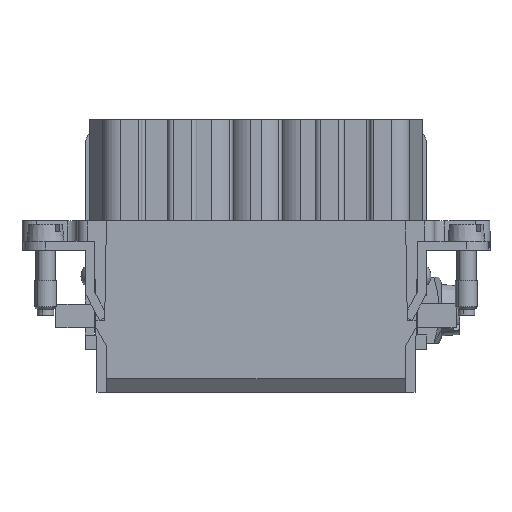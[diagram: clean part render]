
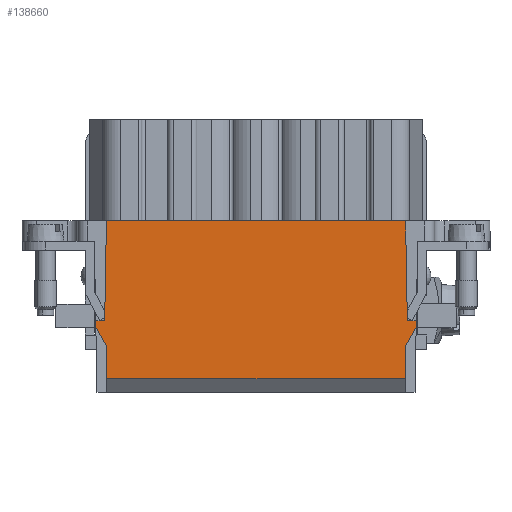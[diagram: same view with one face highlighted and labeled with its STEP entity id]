
A CAD part, left-side view. The second image highlights one B-rep face of the part: STEP entity #138660.
In plain terms, the highlighted face is planar.
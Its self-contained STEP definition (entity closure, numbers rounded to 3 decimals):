
#74770=CARTESIAN_POINT('',(-11.436,23.,
34.261));
#74780=VERTEX_POINT('',#74770);
#74810=CARTESIAN_POINT('',(-20.11,23.,
34.261));
#74820=DIRECTION('',(1.,0.,0.));
#74830=VECTOR('',#74820,1.);
#74840=LINE('',#74810,#74830);
#74850=CARTESIAN_POINT('',(-51.964,23.,
34.261));
#74860=VERTEX_POINT('',#74850);
#74870=EDGE_CURVE('',#74860,#74780,#74840,.T.);
#114170=CARTESIAN_POINT('',(-51.9,5.95,
34.261));
#114180=VERTEX_POINT('',#114170);
#114210=CARTESIAN_POINT('',(-51.9,22.7,
34.261));
#114220=DIRECTION('',(0.,-1.,0.));
#114230=VECTOR('',#114220,1.);
#114240=LINE('',#114210,#114230);
#114250=CARTESIAN_POINT('',(-51.9,1.62,
34.261));
#114260=VERTEX_POINT('',#114250);
#114270=EDGE_CURVE('',#114180,#114260,#114240,.T.);
#114570=CARTESIAN_POINT('',(-53.396,8.54,
34.261));
#114580=VERTEX_POINT('',#114570);
#114610=CARTESIAN_POINT('',(-61.571,22.7,
34.261));
#114620=DIRECTION('',(-0.5,0.866,
0.));
#114630=VECTOR('',#114620,1.);
#114640=LINE('',#114610,#114630);
#114650=EDGE_CURVE('',#114180,#114580,#114640,.T.);
#114940=CARTESIAN_POINT('',(-53.412,9.5,
34.261));
#114950=VERTEX_POINT('',#114940);
#114980=CARTESIAN_POINT('',(-53.643,22.7,
34.261));
#114990=DIRECTION('',(0.017,-1.,
0.));
#115000=VECTOR('',#114990,1.);
#115010=LINE('',#114980,#115000);
#115020=EDGE_CURVE('',#114950,#114580,#115010,.T.);
#115670=CARTESIAN_POINT('',(-52.2,9.5,
34.261));
#115680=VERTEX_POINT('',#115670);
#115710=CARTESIAN_POINT('',(-20.363,9.5,
34.261));
#115720=DIRECTION('',(-1.,0.,0.));
#115730=VECTOR('',#115720,1.);
#115740=LINE('',#115710,#115730);
#115750=EDGE_CURVE('',#115680,#114950,#115740,.T.);
#115930=CARTESIAN_POINT('',(-51.97,22.7,
34.261));
#115940=DIRECTION('',(-0.017,-1.,
0.));
#115950=VECTOR('',#115940,1.);
#115960=LINE('',#115930,#115950);
#115970=EDGE_CURVE('',#74860,#115680,#115960,.T.);
#137370=CARTESIAN_POINT('',(-11.2,9.5,
34.261));
#137380=VERTEX_POINT('',#137370);
#137410=CARTESIAN_POINT('',(-11.43,22.7,
34.261));
#137420=DIRECTION('',(-0.017,1.,
0.));
#137430=VECTOR('',#137420,1.);
#137440=LINE('',#137410,#137430);
#137450=EDGE_CURVE('',#137380,#74780,#137440,.T.);
#137880=CARTESIAN_POINT('',(-20.363,9.5,
34.261));
#137890=DIRECTION('',(1.,0.,0.));
#137900=VECTOR('',#137890,1.);
#137910=LINE('',#137880,#137900);
#137920=CARTESIAN_POINT('',(-9.988,9.5,
34.261));
#137930=VERTEX_POINT('',#137920);
#137940=EDGE_CURVE('',#137380,#137930,#137910,.T.);
#138210=CARTESIAN_POINT('',(-45.1,5.067,
34.261));
#138220=DIRECTION('',(0.,0.,1.));
#138230=DIRECTION('',(-1.,0.,0.));
#138240=AXIS2_PLACEMENT_3D('',#138210,#138220,#138230);
#138250=PLANE('',#138240);
#138260=ORIENTED_EDGE('',*,*,#114270,.T.);
#138270=ORIENTED_EDGE('',*,*,#114650,.F.);
#138280=ORIENTED_EDGE('',*,*,#115020,.T.);
#138290=ORIENTED_EDGE('',*,*,#115750,.T.);
#138300=ORIENTED_EDGE('',*,*,#115970,.T.);
#138310=ORIENTED_EDGE('',*,*,#74870,.F.);
#138320=ORIENTED_EDGE('',*,*,#137450,.T.);
#138330=ORIENTED_EDGE('',*,*,#137940,.F.);
#138340=CARTESIAN_POINT('',(-9.757,22.7,
34.261));
#138350=DIRECTION('',(-0.017,-1.,
0.));
#138360=VECTOR('',#138350,1.);
#138370=LINE('',#138340,#138360);
#138380=CARTESIAN_POINT('',(-10.004,8.54,
34.261));
#138390=VERTEX_POINT('',#138380);
#138400=EDGE_CURVE('',#137930,#138390,#138370,.T.);
#138410=ORIENTED_EDGE('',*,*,#138400,.F.);
#138420=CARTESIAN_POINT('',(-1.829,22.7,
34.261));
#138430=DIRECTION('',(-0.5,-0.866,
0.));
#138440=VECTOR('',#138430,1.);
#138450=LINE('',#138420,#138440);
#138460=CARTESIAN_POINT('',(-11.5,5.95,
34.261));
#138470=VERTEX_POINT('',#138460);
#138480=EDGE_CURVE('',#138390,#138470,#138450,.T.);
#138490=ORIENTED_EDGE('',*,*,#138480,.F.);
#138500=CARTESIAN_POINT('',(-11.5,22.7,
34.261));
#138510=DIRECTION('',(0.,-1.,0.));
#138520=VECTOR('',#138510,1.);
#138530=LINE('',#138500,#138520);
#138540=CARTESIAN_POINT('',(-11.5,1.62,
34.261));
#138550=VERTEX_POINT('',#138540);
#138560=EDGE_CURVE('',#138470,#138550,#138530,.T.);
#138570=ORIENTED_EDGE('',*,*,#138560,.F.);
#138580=CARTESIAN_POINT('',(-20.11,1.62,
34.261));
#138590=DIRECTION('',(1.,0.,0.));
#138600=VECTOR('',#138590,1.);
#138610=LINE('',#138580,#138600);
#138620=EDGE_CURVE('',#114260,#138550,#138610,.T.);
#138630=ORIENTED_EDGE('',*,*,#138620,.T.);
#138640=EDGE_LOOP('',(#138630,#138570,#138490,#138410,#138330,#138320,
#138310,#138300,#138290,#138280,#138270,#138260));
#138650=FACE_OUTER_BOUND('',#138640,.T.);
#138660=ADVANCED_FACE('',(#138650),#138250,.T.);
